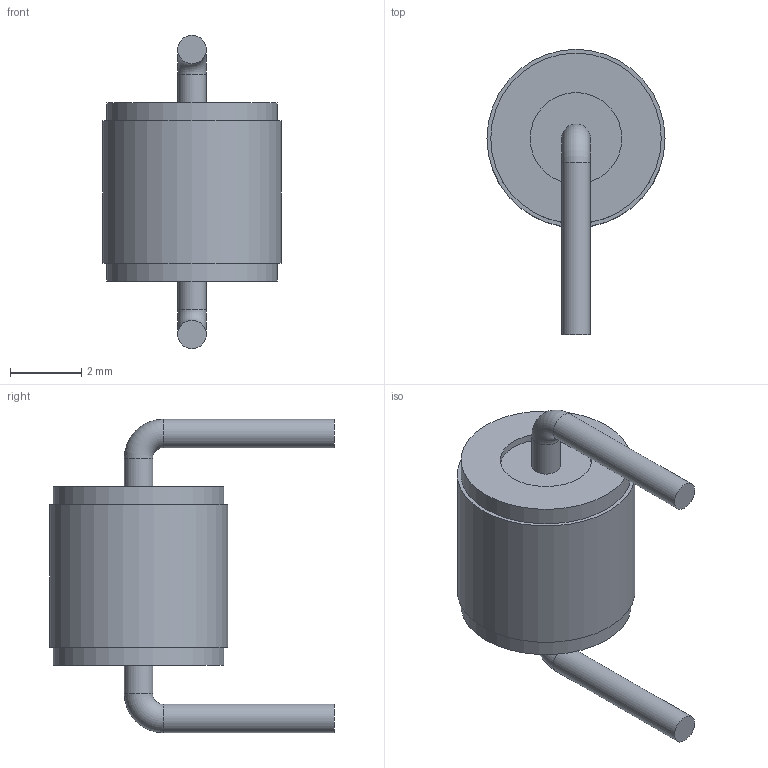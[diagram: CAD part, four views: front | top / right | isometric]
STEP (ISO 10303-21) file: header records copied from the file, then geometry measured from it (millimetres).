
FILE_DESCRIPTION(/* description */ (''),/* implementation_level */ '2;1');
FILE_NAME(/* name */ 'Fuse CG5xxxLTR.stp',/* time_stamp */ '2022-03-30T14:59:16-05:00',/* author */ ('Dell'),/* organization */ (''),/* preprocessor_version */ 'ST-DEVELOPER v18.1',/* originating_system */ 'Autodesk Inventor 2021',/* authorisation */ '');
FILE_SCHEMA (('AUTOMOTIVE_DESIGN { 1 0 10303 214 3 1 1 }'));
Length unit declared in the file: millimetre
Products named in the file (1): Part3
Bounding box: 5 x 8 x 8.8 mm (x, y, z)
Volume: 101.4 mm3; surface area: 155.1 mm2
Topology: 1 solids, 1 shells, 19 faces, 61 edges, 60 vertices
Faces by surface type: cylinder 9, plane 8, torus 2
Full cylindrical faces by diameter (mm): 0.8 x4, 2.573 x2, 4.786 x2, 5 x1
Entity records: 769 total; most frequent: DIRECTION 137, CARTESIAN_POINT 133, ORIENTED_EDGE 102, AXIS2_PLACEMENT_3D 64, EDGE_CURVE 51, CIRCLE 44, VERTEX_POINT 40, EDGE_LOOP 25
